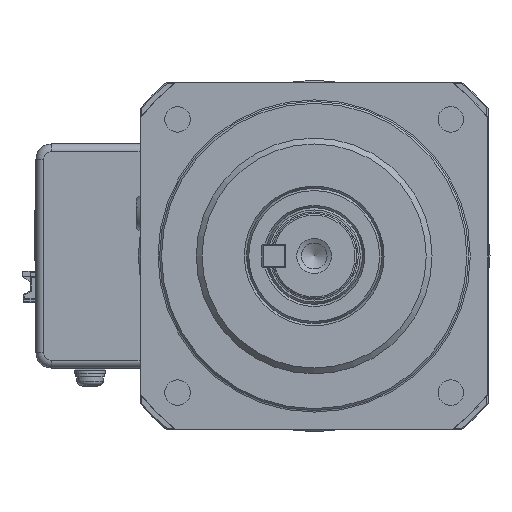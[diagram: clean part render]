
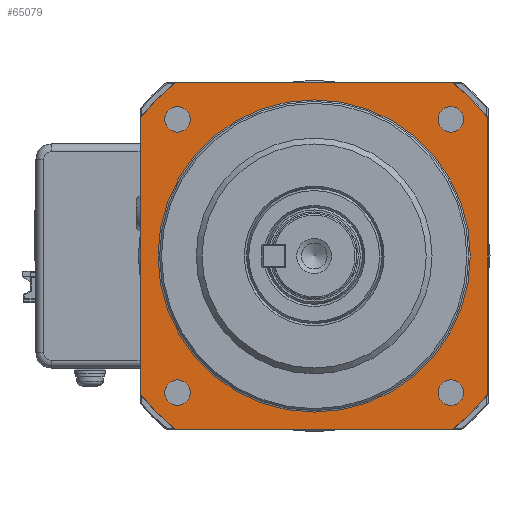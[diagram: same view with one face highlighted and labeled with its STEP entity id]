
A CAD part, left-side view. The second image highlights one B-rep face of the part: STEP entity #65079.
In plain terms, the highlighted face is planar.
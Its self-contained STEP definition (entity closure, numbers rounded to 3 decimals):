
#2875 = EDGE_LOOP ( 'NONE', ( #162643 ) ) ;
#4879 = DIRECTION ( 'NONE',  ( 1., 0., 0. ) ) ;
#7030 = VERTEX_POINT ( 'NONE', #113724 ) ;
#10703 = EDGE_CURVE ( 'NONE', #7030, #7030, #49410, .T. ) ;
#11414 = CARTESIAN_POINT ( 'NONE',  ( -35.355, -35.355, 0. ) ) ;
#12357 = ORIENTED_EDGE ( 'NONE', *, *, #177420, .T. ) ;
#14471 = DIRECTION ( 'NONE',  ( 0., 0., 1. ) ) ;
#15617 = DIRECTION ( 'NONE',  ( 1., 0., 0. ) ) ;
#15641 = CARTESIAN_POINT ( 'NONE',  ( -49.39, 44.9, 0. ) ) ;
#15713 = DIRECTION ( 'NONE',  ( 0., -1., 0. ) ) ;
#17572 = EDGE_CURVE ( 'NONE', #146822, #146822, #154644, .T. ) ;
#17811 = CIRCLE ( 'NONE', #84841, 3.3 ) ;
#20531 = CARTESIAN_POINT ( 'NONE',  ( -32.055, -35.355, 0. ) ) ;
#21462 = DIRECTION ( 'NONE',  ( 1., 0., 0. ) ) ;
#25720 = DIRECTION ( 'NONE',  ( 1., 0., 0. ) ) ;
#26210 = EDGE_CURVE ( 'NONE', #123640, #31021, #146106, .T. ) ;
#27640 = AXIS2_PLACEMENT_3D ( 'NONE', #55315, #14471, #15617 ) ;
#28505 = DIRECTION ( 'NONE',  ( 1., 0., 0. ) ) ;
#29295 = DIRECTION ( 'NONE',  ( 0., 0., 1. ) ) ;
#29990 = CARTESIAN_POINT ( 'NONE',  ( 44.9, 35.76, 0. ) ) ;
#30722 = CARTESIAN_POINT ( 'NONE',  ( -49.39, -49.39, 0. ) ) ;
#31021 = VERTEX_POINT ( 'NONE', #29990 ) ;
#39248 = ORIENTED_EDGE ( 'NONE', *, *, #47276, .T. ) ;
#40600 = DIRECTION ( 'NONE',  ( 1., 0., 0. ) ) ;
#42002 = EDGE_CURVE ( 'NONE', #157746, #157746, #17811, .T. ) ;
#42219 = ORIENTED_EDGE ( 'NONE', *, *, #100585, .T. ) ;
#44498 = PLANE ( 'NONE',  #128690 ) ;
#46346 = FACE_BOUND ( 'NONE', #2875, .T. ) ;
#46456 = AXIS2_PLACEMENT_3D ( 'NONE', #138768, #29295, #165923 ) ;
#47276 = EDGE_CURVE ( 'NONE', #76253, #167922, #126843, .T. ) ;
#49410 = CIRCLE ( 'NONE', #103671, 3.3 ) ;
#49670 = CIRCLE ( 'NONE', #46456, 57.4 ) ;
#53219 = DIRECTION ( 'NONE',  ( 0., 0., 1. ) ) ;
#55012 = FACE_BOUND ( 'NONE', #147558, .T. ) ;
#55315 = CARTESIAN_POINT ( 'NONE',  ( 35.355, -35.355, 0. ) ) ;
#59055 = AXIS2_PLACEMENT_3D ( 'NONE', #110818, #69264, #71026 ) ;
#60064 = EDGE_LOOP ( 'NONE', ( #65696 ) ) ;
#61671 = CARTESIAN_POINT ( 'NONE',  ( 0., 0., 0. ) ) ;
#64100 = CIRCLE ( 'NONE', #88755, 57.4 ) ;
#65079 = ADVANCED_FACE ( 'NONE', ( #123847, #115191, #55012, #160530, #46346, #78622 ), #44498, .T. ) ;
#65482 = CARTESIAN_POINT ( 'NONE',  ( 44.9, -49.39, 0. ) ) ;
#65696 = ORIENTED_EDGE ( 'NONE', *, *, #140401, .F. ) ;
#65776 = ORIENTED_EDGE ( 'NONE', *, *, #113300, .T. ) ;
#67566 = VECTOR ( 'NONE', #170838, 1000. ) ;
#67827 = CARTESIAN_POINT ( 'NONE',  ( -35.355, 35.355, 0. ) ) ;
#69264 = DIRECTION ( 'NONE',  ( 0., 0., 1. ) ) ;
#70309 = CARTESIAN_POINT ( 'NONE',  ( -35.76, -44.9, 0. ) ) ;
#71026 = DIRECTION ( 'NONE',  ( 1., 0., 0. ) ) ;
#71528 = EDGE_CURVE ( 'NONE', #126363, #76253, #117511, .T. ) ;
#76253 = VERTEX_POINT ( 'NONE', #177289 ) ;
#77984 = CARTESIAN_POINT ( 'NONE',  ( 35.76, -44.9, 0. ) ) ;
#78622 = FACE_BOUND ( 'NONE', #60064, .T. ) ;
#84841 = AXIS2_PLACEMENT_3D ( 'NONE', #11414, #95577, #108769 ) ;
#86548 = VERTEX_POINT ( 'NONE', #173362 ) ;
#86957 = EDGE_CURVE ( 'NONE', #133378, #123640, #49670, .T. ) ;
#88296 = CARTESIAN_POINT ( 'NONE',  ( -49.39, -44.9, 0. ) ) ;
#88755 = AXIS2_PLACEMENT_3D ( 'NONE', #126423, #124622, #28505 ) ;
#95459 = DIRECTION ( 'NONE',  ( 0., 0., 1. ) ) ;
#95577 = DIRECTION ( 'NONE',  ( 0., 0., 1. ) ) ;
#95661 = AXIS2_PLACEMENT_3D ( 'NONE', #149033, #95459, #25720 ) ;
#96777 = DIRECTION ( 'NONE',  ( 0., 0., 1. ) ) ;
#99029 = VECTOR ( 'NONE', #111262, 1000. ) ;
#100585 = EDGE_CURVE ( 'NONE', #86548, #86548, #161791, .T. ) ;
#103671 = AXIS2_PLACEMENT_3D ( 'NONE', #148924, #53219, #40600 ) ;
#104650 = EDGE_LOOP ( 'NONE', ( #170511 ) ) ;
#105547 = ORIENTED_EDGE ( 'NONE', *, *, #71528, .T. ) ;
#106348 = ORIENTED_EDGE ( 'NONE', *, *, #134063, .T. ) ;
#106848 = CARTESIAN_POINT ( 'NONE',  ( -44.9, -35.76, 0. ) ) ;
#108383 = CARTESIAN_POINT ( 'NONE',  ( -44.9, -49.39, 0. ) ) ;
#108769 = DIRECTION ( 'NONE',  ( 1., 0., 0. ) ) ;
#109906 = ORIENTED_EDGE ( 'NONE', *, *, #86957, .T. ) ;
#110818 = CARTESIAN_POINT ( 'NONE',  ( 0., 0., 0. ) ) ;
#111262 = DIRECTION ( 'NONE',  ( -1., 0., 0. ) ) ;
#112811 = LINE ( 'NONE', #88296, #67566 ) ;
#113300 = EDGE_CURVE ( 'NONE', #143538, #126363, #124894, .T. ) ;
#113724 = CARTESIAN_POINT ( 'NONE',  ( 38.655, 35.355, 0. ) ) ;
#114312 = VERTEX_POINT ( 'NONE', #135948 ) ;
#115191 = FACE_OUTER_BOUND ( 'NONE', #120042, .T. ) ;
#116990 = AXIS2_PLACEMENT_3D ( 'NONE', #67827, #96777, #135921 ) ;
#117488 = EDGE_CURVE ( 'NONE', #31021, #143538, #134512, .T. ) ;
#117511 = CIRCLE ( 'NONE', #59055, 57.4 ) ;
#118955 = ORIENTED_EDGE ( 'NONE', *, *, #117488, .T. ) ;
#120042 = EDGE_LOOP ( 'NONE', ( #118955, #65776, #105547, #39248, #106348, #12357, #109906, #169826 ) ) ;
#122937 = ORIENTED_EDGE ( 'NONE', *, *, #10703, .F. ) ;
#123640 = VERTEX_POINT ( 'NONE', #125860 ) ;
#123847 = FACE_BOUND ( 'NONE', #165242, .T. ) ;
#124622 = DIRECTION ( 'NONE',  ( 0., 0., 1. ) ) ;
#124894 = LINE ( 'NONE', #15641, #99029 ) ;
#125860 = CARTESIAN_POINT ( 'NONE',  ( 44.9, -35.76, 0. ) ) ;
#126363 = VERTEX_POINT ( 'NONE', #161238 ) ;
#126423 = CARTESIAN_POINT ( 'NONE',  ( 0., 0., 0. ) ) ;
#126843 = LINE ( 'NONE', #108383, #144137 ) ;
#128690 = AXIS2_PLACEMENT_3D ( 'NONE', #30722, #170306, #4879 ) ;
#133378 = VERTEX_POINT ( 'NONE', #77984 ) ;
#134063 = EDGE_CURVE ( 'NONE', #167922, #175119, #64100, .T. ) ;
#134512 = CIRCLE ( 'NONE', #95661, 57.4 ) ;
#135921 = DIRECTION ( 'NONE',  ( 1., 0., 0. ) ) ;
#135948 = CARTESIAN_POINT ( 'NONE',  ( -32.055, 35.355, 0. ) ) ;
#138768 = CARTESIAN_POINT ( 'NONE',  ( 0., 0., 0. ) ) ;
#139653 = CARTESIAN_POINT ( 'NONE',  ( 38.655, -35.355, 0. ) ) ;
#140401 = EDGE_CURVE ( 'NONE', #114312, #114312, #141665, .T. ) ;
#141665 = CIRCLE ( 'NONE', #116990, 3.3 ) ;
#143538 = VERTEX_POINT ( 'NONE', #145873 ) ;
#144137 = VECTOR ( 'NONE', #15713, 1000. ) ;
#145873 = CARTESIAN_POINT ( 'NONE',  ( 35.76, 44.9, 0. ) ) ;
#146106 = LINE ( 'NONE', #65482, #154768 ) ;
#146822 = VERTEX_POINT ( 'NONE', #139653 ) ;
#147421 = DIRECTION ( 'NONE',  ( 0., 1., 0. ) ) ;
#147558 = EDGE_LOOP ( 'NONE', ( #122937 ) ) ;
#148924 = CARTESIAN_POINT ( 'NONE',  ( 35.355, 35.355, 0. ) ) ;
#149033 = CARTESIAN_POINT ( 'NONE',  ( 0., 0., 0. ) ) ;
#154644 = CIRCLE ( 'NONE', #27640, 3.3 ) ;
#154768 = VECTOR ( 'NONE', #147421, 1000. ) ;
#157720 = AXIS2_PLACEMENT_3D ( 'NONE', #61671, #173100, #21462 ) ;
#157746 = VERTEX_POINT ( 'NONE', #20531 ) ;
#160530 = FACE_BOUND ( 'NONE', #104650, .T. ) ;
#161238 = CARTESIAN_POINT ( 'NONE',  ( -35.76, 44.9, 0. ) ) ;
#161791 = CIRCLE ( 'NONE', #157720, 40.4 ) ;
#162643 = ORIENTED_EDGE ( 'NONE', *, *, #42002, .F. ) ;
#165242 = EDGE_LOOP ( 'NONE', ( #42219 ) ) ;
#165923 = DIRECTION ( 'NONE',  ( 1., 0., 0. ) ) ;
#167922 = VERTEX_POINT ( 'NONE', #106848 ) ;
#169826 = ORIENTED_EDGE ( 'NONE', *, *, #26210, .T. ) ;
#170306 = DIRECTION ( 'NONE',  ( 0., 0., 1. ) ) ;
#170511 = ORIENTED_EDGE ( 'NONE', *, *, #17572, .F. ) ;
#170838 = DIRECTION ( 'NONE',  ( 1., 0., 0. ) ) ;
#173100 = DIRECTION ( 'NONE',  ( 0., 0., -1. ) ) ;
#173362 = CARTESIAN_POINT ( 'NONE',  ( 40.4, 0., 0. ) ) ;
#175119 = VERTEX_POINT ( 'NONE', #70309 ) ;
#177289 = CARTESIAN_POINT ( 'NONE',  ( -44.9, 35.76, 0. ) ) ;
#177420 = EDGE_CURVE ( 'NONE', #175119, #133378, #112811, .T. ) ;
